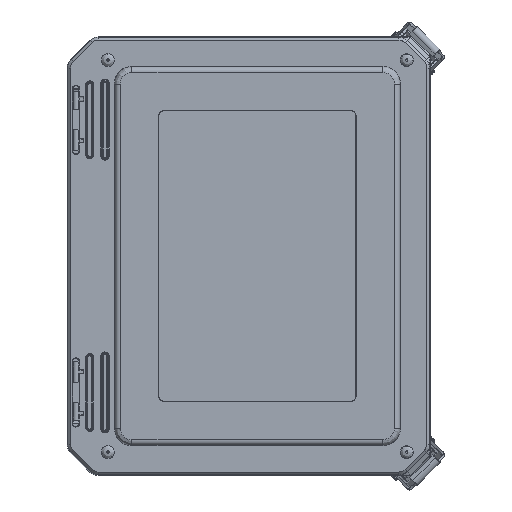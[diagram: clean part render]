
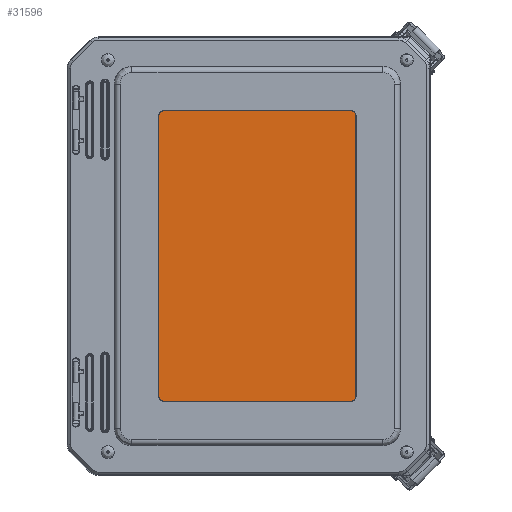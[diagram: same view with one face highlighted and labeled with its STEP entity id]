
A CAD part, top view. The second image highlights one B-rep face of the part: STEP entity #31596.
In plain terms, the highlighted face is planar.
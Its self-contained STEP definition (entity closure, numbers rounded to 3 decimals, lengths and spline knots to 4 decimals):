
#4455=LINE('',#74608,#6667);
#4459=LINE('',#74617,#6671);
#4462=LINE('',#74625,#6674);
#4465=LINE('',#74633,#6677);
#6667=VECTOR('',#44315,4.);
#6671=VECTOR('',#44325,6.);
#6674=VECTOR('',#44334,4.);
#6677=VECTOR('',#44343,6.);
#7482=PLANE('',#35326);
#9513=FACE_OUTER_BOUND('',#11576,.T.);
#11576=EDGE_LOOP('',(#28901,#28902,#28903,#28904,#28905,#28906,#28907,#28908));
#12923=CIRCLE('',#35316,0.115);
#12924=CIRCLE('',#35319,0.115);
#12925=CIRCLE('',#35322,0.115);
#12926=CIRCLE('',#35325,0.115);
#15565=VERTEX_POINT('',#74605);
#15566=VERTEX_POINT('',#74607);
#15567=VERTEX_POINT('',#74611);
#15568=VERTEX_POINT('',#74615);
#15569=VERTEX_POINT('',#74619);
#15570=VERTEX_POINT('',#74623);
#15571=VERTEX_POINT('',#74627);
#15572=VERTEX_POINT('',#74631);
#20051=EDGE_CURVE('',#15565,#15566,#4455,.T.);
#20054=EDGE_CURVE('',#15567,#15565,#12923,.T.);
#20056=EDGE_CURVE('',#15568,#15567,#4459,.T.);
#20058=EDGE_CURVE('',#15569,#15568,#12924,.T.);
#20060=EDGE_CURVE('',#15570,#15569,#4462,.T.);
#20062=EDGE_CURVE('',#15571,#15570,#12925,.T.);
#20064=EDGE_CURVE('',#15572,#15571,#4465,.T.);
#20065=EDGE_CURVE('',#15566,#15572,#12926,.T.);
#28901=ORIENTED_EDGE('',*,*,#20065,.F.);
#28902=ORIENTED_EDGE('',*,*,#20051,.F.);
#28903=ORIENTED_EDGE('',*,*,#20054,.F.);
#28904=ORIENTED_EDGE('',*,*,#20056,.F.);
#28905=ORIENTED_EDGE('',*,*,#20058,.F.);
#28906=ORIENTED_EDGE('',*,*,#20060,.F.);
#28907=ORIENTED_EDGE('',*,*,#20062,.F.);
#28908=ORIENTED_EDGE('',*,*,#20064,.F.);
#31596=ADVANCED_FACE('',(#9513),#7482,.F.);
#35316=AXIS2_PLACEMENT_3D('',#74613,#44320,#44321);
#35319=AXIS2_PLACEMENT_3D('',#74621,#44329,#44330);
#35322=AXIS2_PLACEMENT_3D('',#74629,#44338,#44339);
#35325=AXIS2_PLACEMENT_3D('',#74635,#44346,#44347);
#35326=AXIS2_PLACEMENT_3D('',#74636,#44348,#44349);
#44315=DIRECTION('',(-1.,0.,0.));
#44320=DIRECTION('center_axis',(0.,0.,1.));
#44321=DIRECTION('ref_axis',(1.,0.,0.));
#44325=DIRECTION('',(0.,1.,0.));
#44329=DIRECTION('center_axis',(0.,0.,1.));
#44330=DIRECTION('ref_axis',(0.,-1.,0.));
#44334=DIRECTION('',(1.,0.,0.));
#44338=DIRECTION('center_axis',(0.,0.,1.));
#44339=DIRECTION('ref_axis',(-1.,0.,0.));
#44343=DIRECTION('',(0.,-1.,0.));
#44346=DIRECTION('center_axis',(0.,0.,1.));
#44347=DIRECTION('ref_axis',(0.,1.,0.));
#44348=DIRECTION('center_axis',(0.,0.,1.));
#44349=DIRECTION('ref_axis',(1.,0.,0.));
#74605=CARTESIAN_POINT('',(2.,3.115,0.));
#74607=CARTESIAN_POINT('',(-2.,3.115,0.));
#74608=CARTESIAN_POINT('',(2.,3.115,0.));
#74611=CARTESIAN_POINT('',(2.115,3.,0.));
#74613=CARTESIAN_POINT('Origin',(2.,3.,0.));
#74615=CARTESIAN_POINT('',(2.115,-3.,0.));
#74617=CARTESIAN_POINT('',(2.115,-3.,0.));
#74619=CARTESIAN_POINT('',(2.,-3.115,0.));
#74621=CARTESIAN_POINT('Origin',(2.,-3.,0.));
#74623=CARTESIAN_POINT('',(-2.,-3.115,0.));
#74625=CARTESIAN_POINT('',(-2.,-3.115,0.));
#74627=CARTESIAN_POINT('',(-2.115,-3.,0.));
#74629=CARTESIAN_POINT('Origin',(-2.,-3.,0.));
#74631=CARTESIAN_POINT('',(-2.115,3.,0.));
#74633=CARTESIAN_POINT('',(-2.115,3.,0.));
#74635=CARTESIAN_POINT('Origin',(-2.,3.,0.));
#74636=CARTESIAN_POINT('Origin',(0.,0.,0.));
